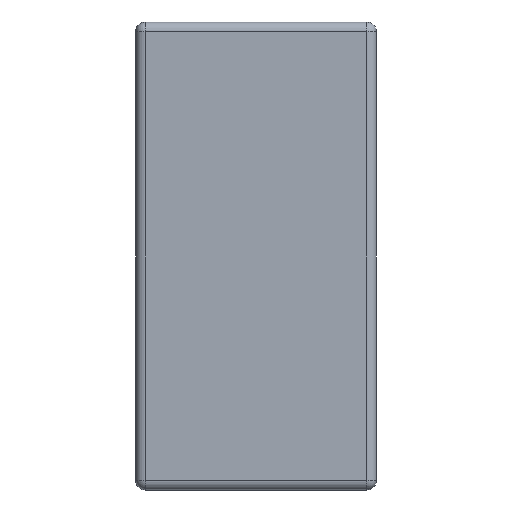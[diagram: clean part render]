
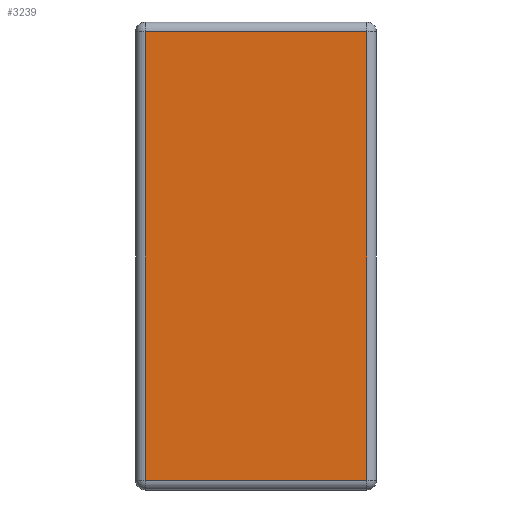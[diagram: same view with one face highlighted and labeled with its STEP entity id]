
A CAD part, left-side view. The second image highlights one B-rep face of the part: STEP entity #3239.
In plain terms, the highlighted planar face has unit normal (-1, 0, 0).
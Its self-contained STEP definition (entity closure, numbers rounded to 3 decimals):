
#48 = DIRECTION ( 'NONE',  ( 0., -1., 0. ) ) ;
#62 = DIRECTION ( 'NONE',  ( 0., 0., 1. ) ) ;
#103 = EDGE_CURVE ( 'NONE', #1737, #4598, #3346, .T. ) ;
#345 = CARTESIAN_POINT ( 'NONE',  ( 0., 0., -2.663 ) ) ;
#422 = VERTEX_POINT ( 'NONE', #1719 ) ;
#791 = PLANE ( 'NONE',  #1929 ) ;
#802 = VERTEX_POINT ( 'NONE', #1119 ) ;
#1041 = DIRECTION ( 'NONE',  ( 0., 0., -1. ) ) ;
#1119 = CARTESIAN_POINT ( 'NONE',  ( 0., 1.343, -0.057 ) ) ;
#1233 = ORIENTED_EDGE ( 'NONE', *, *, #2000, .T. ) ;
#1329 = EDGE_LOOP ( 'NONE', ( #1233, #1858, #3800, #4428 ) ) ;
#1523 = VECTOR ( 'NONE', #1944, 1000. ) ;
#1675 = CARTESIAN_POINT ( 'NONE',  ( 0., 0., 0. ) ) ;
#1719 = CARTESIAN_POINT ( 'NONE',  ( 0., 1.343, -2.663 ) ) ;
#1737 = VERTEX_POINT ( 'NONE', #2267 ) ;
#1858 = ORIENTED_EDGE ( 'NONE', *, *, #103, .T. ) ;
#1919 = CARTESIAN_POINT ( 'NONE',  ( 0., 1.4, -0.057 ) ) ;
#1929 = AXIS2_PLACEMENT_3D ( 'NONE', #1675, #4133, #4455 ) ;
#1944 = DIRECTION ( 'NONE',  ( 0., 1., 0. ) ) ;
#2000 = EDGE_CURVE ( 'NONE', #422, #1737, #2236, .T. ) ;
#2236 = LINE ( 'NONE', #345, #2444 ) ;
#2267 = CARTESIAN_POINT ( 'NONE',  ( 0., 0.057, -2.663 ) ) ;
#2444 = VECTOR ( 'NONE', #48, 1000. ) ;
#2581 = FACE_OUTER_BOUND ( 'NONE', #1329, .T. ) ;
#2698 = LINE ( 'NONE', #1919, #1523 ) ;
#2811 = LINE ( 'NONE', #4256, #3838 ) ;
#2946 = CARTESIAN_POINT ( 'NONE',  ( 0., 0.057, -0.057 ) ) ;
#3239 = ADVANCED_FACE ( 'NONE', ( #2581 ), #791, .T. ) ;
#3346 = LINE ( 'NONE', #4079, #4081 ) ;
#3800 = ORIENTED_EDGE ( 'NONE', *, *, #3805, .T. ) ;
#3805 = EDGE_CURVE ( 'NONE', #4598, #802, #2698, .T. ) ;
#3838 = VECTOR ( 'NONE', #1041, 1000. ) ;
#3946 = EDGE_CURVE ( 'NONE', #802, #422, #2811, .T. ) ;
#4079 = CARTESIAN_POINT ( 'NONE',  ( 0., 0.057, 0. ) ) ;
#4081 = VECTOR ( 'NONE', #62, 1000. ) ;
#4133 = DIRECTION ( 'NONE',  ( -1., 0., 0. ) ) ;
#4256 = CARTESIAN_POINT ( 'NONE',  ( 0., 1.343, -2.72 ) ) ;
#4428 = ORIENTED_EDGE ( 'NONE', *, *, #3946, .T. ) ;
#4455 = DIRECTION ( 'NONE',  ( 0., 0., 1. ) ) ;
#4598 = VERTEX_POINT ( 'NONE', #2946 ) ;
